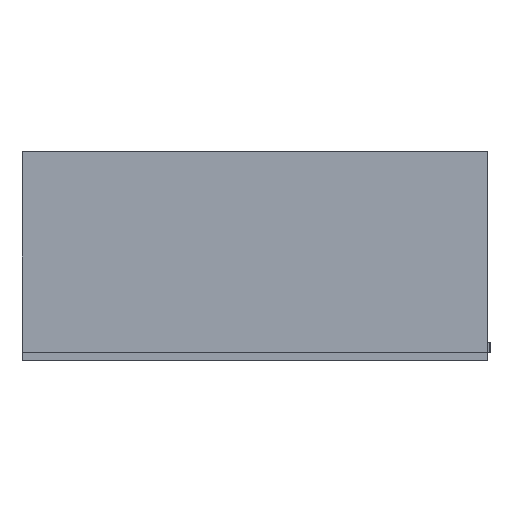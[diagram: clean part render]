
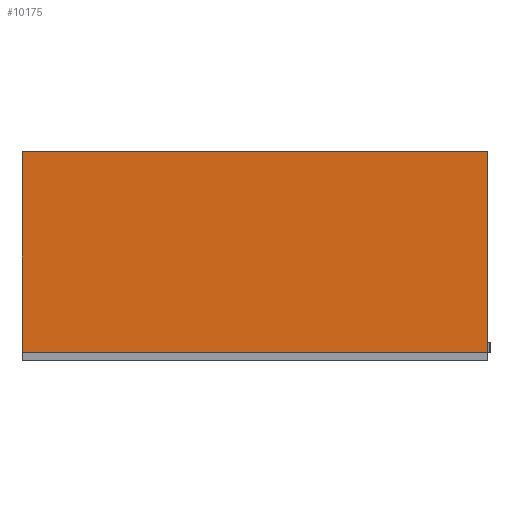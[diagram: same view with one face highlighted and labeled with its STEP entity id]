
A CAD part, left-side view. The second image highlights one B-rep face of the part: STEP entity #10175.
In plain terms, the highlighted planar face has unit normal (-1, 0, 0).
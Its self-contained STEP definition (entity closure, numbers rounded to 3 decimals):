
#546=FACE_OUTER_BOUND('',#1064,.T.);
#1064=EDGE_LOOP('',(#9109,#9110,#9111,#9112));
#2480=LINE('',#15973,#3909);
#2481=LINE('',#15976,#3910);
#2482=LINE('',#15978,#3911);
#2483=LINE('',#15979,#3912);
#3909=VECTOR('',#13091,10.);
#3910=VECTOR('',#13094,10.);
#3911=VECTOR('',#13095,10.);
#3912=VECTOR('',#13096,10.);
#4873=VERTEX_POINT('',#15967);
#4875=VERTEX_POINT('',#15971);
#4876=VERTEX_POINT('',#15975);
#4877=VERTEX_POINT('',#15977);
#6294=EDGE_CURVE('',#4873,#4875,#2480,.T.);
#6295=EDGE_CURVE('',#4873,#4876,#2481,.T.);
#6296=EDGE_CURVE('',#4877,#4875,#2482,.T.);
#6297=EDGE_CURVE('',#4876,#4877,#2483,.T.);
#9109=ORIENTED_EDGE('',*,*,#6295,.F.);
#9110=ORIENTED_EDGE('',*,*,#6294,.T.);
#9111=ORIENTED_EDGE('',*,*,#6296,.F.);
#9112=ORIENTED_EDGE('',*,*,#6297,.F.);
#9674=PLANE('',#10702);
#10175=ADVANCED_FACE('',(#546),#9674,.T.);
#10702=AXIS2_PLACEMENT_3D('',#15974,#13092,#13093);
#13091=DIRECTION('',(0.,0.,1.));
#13092=DIRECTION('center_axis',(-1.,0.,0.));
#13093=DIRECTION('ref_axis',(0.,-1.,0.));
#13094=DIRECTION('',(0.,1.,0.));
#13095=DIRECTION('',(0.,-1.,0.));
#13096=DIRECTION('',(0.,0.,1.));
#15967=CARTESIAN_POINT('',(-23.,-53.,0.));
#15971=CARTESIAN_POINT('',(-23.,-53.,50.));
#15973=CARTESIAN_POINT('',(-23.,-53.,0.));
#15974=CARTESIAN_POINT('Origin',(-23.,63.,0.));
#15975=CARTESIAN_POINT('',(-23.,63.,0.));
#15976=CARTESIAN_POINT('',(-23.,-53.,0.));
#15977=CARTESIAN_POINT('',(-23.,63.,50.));
#15978=CARTESIAN_POINT('',(-23.,-53.,50.));
#15979=CARTESIAN_POINT('',(-23.,63.,0.));
